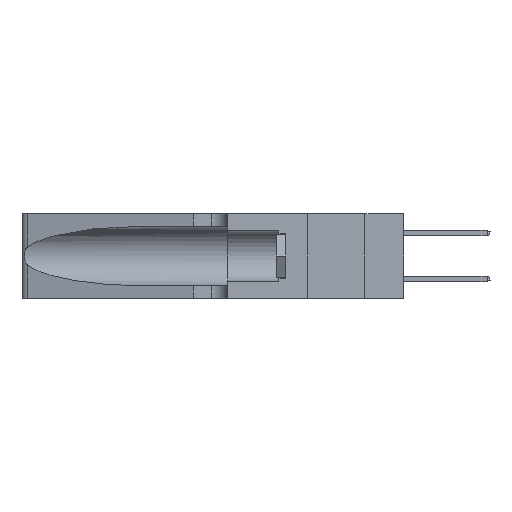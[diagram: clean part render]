
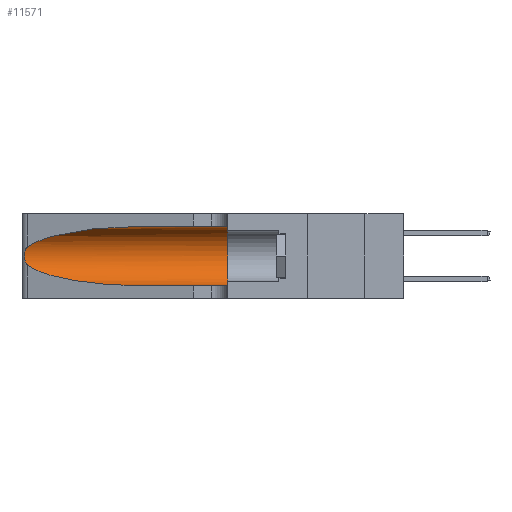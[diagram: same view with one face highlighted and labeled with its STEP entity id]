
A CAD part, left-side view. The second image highlights one B-rep face of the part: STEP entity #11571.
In plain terms, the highlighted cylindrical face has radius 3.308 mm (diameter 6.617 mm), a partial arc.
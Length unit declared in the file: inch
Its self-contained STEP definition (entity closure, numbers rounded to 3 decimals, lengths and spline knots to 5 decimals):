
#16 = DIRECTION ( 'NONE',  ( 0., 0., 1. ) ) ;
#540 = ORIENTED_EDGE ( 'NONE', *, *, #12582, .T. ) ;
#804 = VECTOR ( 'NONE', #2761, 39.37008 ) ;
#995 = CARTESIAN_POINT ( 'NONE',  ( 0.1305, 1.61858, 0.31525 ) ) ;
#1475 = DIRECTION ( 'NONE',  ( 0., -1., 0. ) ) ;
#1481 = EDGE_CURVE ( 'NONE', #4525, #8881, #3860, .T. ) ;
#1716 = CARTESIAN_POINT ( 'NONE',  ( 0.18966, 0.96281, 0.31525 ) ) ;
#1912 =( BOUNDED_CURVE ( )  B_SPLINE_CURVE ( 3, ( #13831, #1716, #3459, #15520 ),
 .UNSPECIFIED., .F., .T. ) 
 B_SPLINE_CURVE_WITH_KNOTS ( ( 4, 4 ),
 ( 1.5708, 2.84003 ),
 .UNSPECIFIED. ) 
 CURVE ( )  GEOMETRIC_REPRESENTATION_ITEM ( )  RATIONAL_B_SPLINE_CURVE ( ( 1., 0.87, 0.87, 1. ) ) 
 REPRESENTATION_ITEM ( '' )  );
#2200 = EDGE_CURVE ( 'NONE', #8296, #4926, #11792, .T. ) ;
#2202 =( BOUNDED_CURVE ( )  B_SPLINE_CURVE ( 3, ( #4765, #6456, #6528, #18513 ),
 .UNSPECIFIED., .F., .F. ) 
 B_SPLINE_CURVE_WITH_KNOTS ( ( 4, 4 ),
 ( 3.44316, 4.71239 ),
 .UNSPECIFIED. ) 
 CURVE ( )  GEOMETRIC_REPRESENTATION_ITEM ( )  RATIONAL_B_SPLINE_CURVE ( ( 1., 0.87, 0.87, 1. ) ) 
 REPRESENTATION_ITEM ( '' )  );
#2761 = DIRECTION ( 'NONE',  ( 0., -1., 0. ) ) ;
#3126 = VECTOR ( 'NONE', #1475, 39.37008 ) ;
#3459 = CARTESIAN_POINT ( 'NONE',  ( 0.2373, 1.15595, 0.28018 ) ) ;
#3821 = ORIENTED_EDGE ( 'NONE', *, *, #1481, .T. ) ;
#3860 = B_SPLINE_CURVE_WITH_KNOTS ( 'NONE', 3,
 ( #11896, #20114, #11847, #10010, #17708, #6447, #5548, #22160, #20730, #5858, #11922, #11974, #11967, #12806 ),
 .UNSPECIFIED., .F., .F.,
 ( 4, 2, 2, 2, 2, 2, 4 ),
 ( 0., 0.00027, 0.00053, 0.00107, 0.0016, 0.00187, 0.00214 ),
 .UNSPECIFIED. ) ;
#4525 = VERTEX_POINT ( 'NONE', #9623 ) ;
#4765 = CARTESIAN_POINT ( 'NONE',  ( 0.25487, 1.22718, 0.14631 ) ) ;
#4926 = VERTEX_POINT ( 'NONE', #17408 ) ;
#5548 = CARTESIAN_POINT ( 'NONE',  ( 0.26075, 1.23896, 0.19203 ) ) ;
#5858 = CARTESIAN_POINT ( 'NONE',  ( 0.25856, 1.23593, 0.16098 ) ) ;
#6067 = DIRECTION ( 'NONE',  ( 0., 0., -1. ) ) ;
#6289 = ORIENTED_EDGE ( 'NONE', *, *, #14122, .F. ) ;
#6447 = CARTESIAN_POINT ( 'NONE',  ( 0.26018, 1.23835, 0.19895 ) ) ;
#6456 = CARTESIAN_POINT ( 'NONE',  ( 0.2373, 1.15595, 0.08982 ) ) ;
#6528 = CARTESIAN_POINT ( 'NONE',  ( 0.18966, 0.96281, 0.05475 ) ) ;
#6909 = ORIENTED_EDGE ( 'NONE', *, *, #2200, .T. ) ;
#8296 = VERTEX_POINT ( 'NONE', #20053 ) ;
#8881 = VERTEX_POINT ( 'NONE', #18191 ) ;
#9623 = CARTESIAN_POINT ( 'NONE',  ( 0.25487, 1.22718, 0.22369 ) ) ;
#10010 = CARTESIAN_POINT ( 'NONE',  ( 0.25787, 1.23484, 0.2124 ) ) ;
#10480 = DIRECTION ( 'NONE',  ( 0., 1., 0. ) ) ;
#11210 = CARTESIAN_POINT ( 'NONE',  ( 0.1305, 0.72297, 0.31525 ) ) ;
#11508 = AXIS2_PLACEMENT_3D ( 'NONE', #14676, #16362, #6067 ) ;
#11571 = ADVANCED_FACE ( 'NONE', ( #11609 ), #20093, .F. ) ;
#11609 = FACE_OUTER_BOUND ( 'NONE', #16331, .T. ) ;
#11792 = LINE ( 'NONE', #20293, #3126 ) ;
#11847 = CARTESIAN_POINT ( 'NONE',  ( 0.25639, 1.23184, 0.21858 ) ) ;
#11896 = CARTESIAN_POINT ( 'NONE',  ( 0.25487, 1.22718, 0.22369 ) ) ;
#11922 = CARTESIAN_POINT ( 'NONE',  ( 0.25789, 1.23486, 0.15765 ) ) ;
#11967 = CARTESIAN_POINT ( 'NONE',  ( 0.25555, 1.22993, 0.14849 ) ) ;
#11974 = CARTESIAN_POINT ( 'NONE',  ( 0.25639, 1.23186, 0.15144 ) ) ;
#12337 = VERTEX_POINT ( 'NONE', #14385 ) ;
#12582 = EDGE_CURVE ( 'NONE', #8881, #8296, #2202, .T. ) ;
#12806 = CARTESIAN_POINT ( 'NONE',  ( 0.25487, 1.22718, 0.14631 ) ) ;
#13420 = EDGE_CURVE ( 'NONE', #17458, #4525, #1912, .T. ) ;
#13547 = ORIENTED_EDGE ( 'NONE', *, *, #13420, .T. ) ;
#13831 = CARTESIAN_POINT ( 'NONE',  ( 0.1305, 0.72297, 0.31525 ) ) ;
#14122 = EDGE_CURVE ( 'NONE', #12337, #4926, #17900, .T. ) ;
#14123 = ORIENTED_EDGE ( 'NONE', *, *, #18497, .F. ) ;
#14385 = CARTESIAN_POINT ( 'NONE',  ( 0.1305, 0.35, 0.31525 ) ) ;
#14631 = LINE ( 'NONE', #995, #804 ) ;
#14676 = CARTESIAN_POINT ( 'NONE',  ( 0.1305, 1.61858, 0.185 ) ) ;
#15520 = CARTESIAN_POINT ( 'NONE',  ( 0.25487, 1.22718, 0.22369 ) ) ;
#15687 = AXIS2_PLACEMENT_3D ( 'NONE', #20630, #10480, #16 ) ;
#16331 = EDGE_LOOP ( 'NONE', ( #13547, #3821, #540, #6909, #6289, #14123 ) ) ;
#16362 = DIRECTION ( 'NONE',  ( 0., -1., 0. ) ) ;
#17408 = CARTESIAN_POINT ( 'NONE',  ( 0.1305, 0.35, 0.05475 ) ) ;
#17458 = VERTEX_POINT ( 'NONE', #11210 ) ;
#17708 = CARTESIAN_POINT ( 'NONE',  ( 0.25854, 1.2359, 0.20912 ) ) ;
#17900 = CIRCLE ( 'NONE', #15687, 0.13025 ) ;
#18191 = CARTESIAN_POINT ( 'NONE',  ( 0.25487, 1.22718, 0.14631 ) ) ;
#18497 = EDGE_CURVE ( 'NONE', #17458, #12337, #14631, .T. ) ;
#18513 = CARTESIAN_POINT ( 'NONE',  ( 0.1305, 0.72297, 0.05475 ) ) ;
#20053 = CARTESIAN_POINT ( 'NONE',  ( 0.1305, 0.72297, 0.05475 ) ) ;
#20093 = CYLINDRICAL_SURFACE ( 'NONE', #11508, 0.13025 ) ;
#20114 = CARTESIAN_POINT ( 'NONE',  ( 0.25555, 1.22994, 0.2215 ) ) ;
#20293 = CARTESIAN_POINT ( 'NONE',  ( 0.1305, 1.61858, 0.05475 ) ) ;
#20630 = CARTESIAN_POINT ( 'NONE',  ( 0.1305, 0.35, 0.185 ) ) ;
#20730 = CARTESIAN_POINT ( 'NONE',  ( 0.26017, 1.23833, 0.17102 ) ) ;
#22160 = CARTESIAN_POINT ( 'NONE',  ( 0.26075, 1.23896, 0.178 ) ) ;
